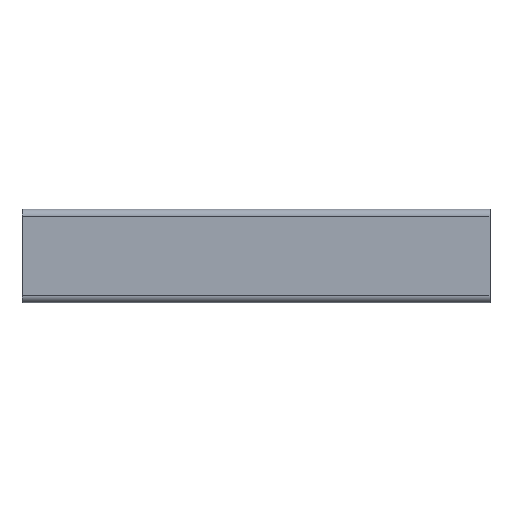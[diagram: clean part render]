
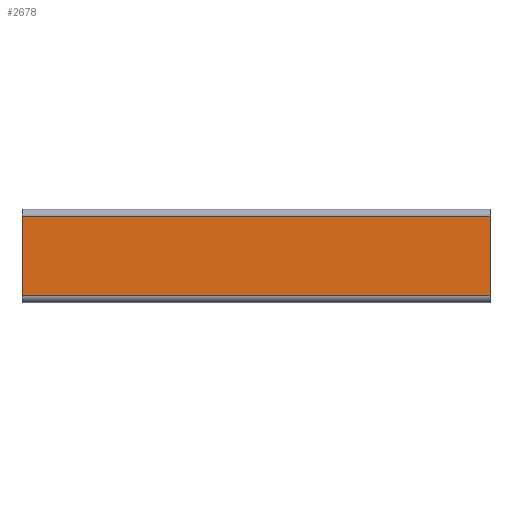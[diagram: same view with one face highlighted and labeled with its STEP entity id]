
A CAD part, left-side view. The second image highlights one B-rep face of the part: STEP entity #2678.
In plain terms, the highlighted planar face has unit normal (-1, 0, 0).
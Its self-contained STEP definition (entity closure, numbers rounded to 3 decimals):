
#27 = DIRECTION ( 'NONE',  ( 0., 1., 0. ) ) ;
#125 = LINE ( 'NONE', #7049, #2805 ) ;
#530 = EDGE_CURVE ( 'NONE', #11107, #3893, #7932, .T. ) ;
#1456 = VECTOR ( 'NONE', #2699, 1000. ) ;
#1620 = EDGE_CURVE ( 'NONE', #3119, #11322, #4694, .T. ) ;
#2169 = VECTOR ( 'NONE', #11835, 1000. ) ;
#2611 = DIRECTION ( 'NONE',  ( 0., 0., 1. ) ) ;
#2678 = ADVANCED_FACE ( 'NONE', ( #4494 ), #5281, .T. ) ;
#2699 = DIRECTION ( 'NONE',  ( 0., 0., 1. ) ) ;
#2805 = VECTOR ( 'NONE', #10873, 1000. ) ;
#3104 = ORIENTED_EDGE ( 'NONE', *, *, #1620, .T. ) ;
#3119 = VERTEX_POINT ( 'NONE', #9952 ) ;
#3179 = CARTESIAN_POINT ( 'NONE',  ( -40., 200., -17. ) ) ;
#3393 = ORIENTED_EDGE ( 'NONE', *, *, #5155, .F. ) ;
#3876 = CARTESIAN_POINT ( 'NONE',  ( -40., 0., -17. ) ) ;
#3893 = VERTEX_POINT ( 'NONE', #3179 ) ;
#4274 = AXIS2_PLACEMENT_3D ( 'NONE', #12020, #6272, #2611 ) ;
#4494 = FACE_OUTER_BOUND ( 'NONE', #12380, .T. ) ;
#4694 = LINE ( 'NONE', #10905, #2169 ) ;
#5155 = EDGE_CURVE ( 'NONE', #3893, #11322, #9145, .T. ) ;
#5281 = PLANE ( 'NONE',  #4274 ) ;
#6041 = EDGE_CURVE ( 'NONE', #11107, #3119, #125, .T. ) ;
#6272 = DIRECTION ( 'NONE',  ( -1., 0., 0. ) ) ;
#6409 = CARTESIAN_POINT ( 'NONE',  ( -40., 200., 0. ) ) ;
#6797 = ORIENTED_EDGE ( 'NONE', *, *, #530, .F. ) ;
#7049 = CARTESIAN_POINT ( 'NONE',  ( -40., 0., -17. ) ) ;
#7198 = ORIENTED_EDGE ( 'NONE', *, *, #6041, .T. ) ;
#7932 = LINE ( 'NONE', #3876, #9721 ) ;
#8170 = CARTESIAN_POINT ( 'NONE',  ( -40., 200., 17. ) ) ;
#8561 = CARTESIAN_POINT ( 'NONE',  ( -40., 0., -17. ) ) ;
#9145 = LINE ( 'NONE', #6409, #1456 ) ;
#9721 = VECTOR ( 'NONE', #27, 1000. ) ;
#9952 = CARTESIAN_POINT ( 'NONE',  ( -40., 0., 17. ) ) ;
#10873 = DIRECTION ( 'NONE',  ( 0., 0., 1. ) ) ;
#10905 = CARTESIAN_POINT ( 'NONE',  ( -40., 0., 17. ) ) ;
#11107 = VERTEX_POINT ( 'NONE', #8561 ) ;
#11322 = VERTEX_POINT ( 'NONE', #8170 ) ;
#11835 = DIRECTION ( 'NONE',  ( 0., 1., 0. ) ) ;
#12020 = CARTESIAN_POINT ( 'NONE',  ( -40., 0., -17. ) ) ;
#12380 = EDGE_LOOP ( 'NONE', ( #7198, #3104, #3393, #6797 ) ) ;
